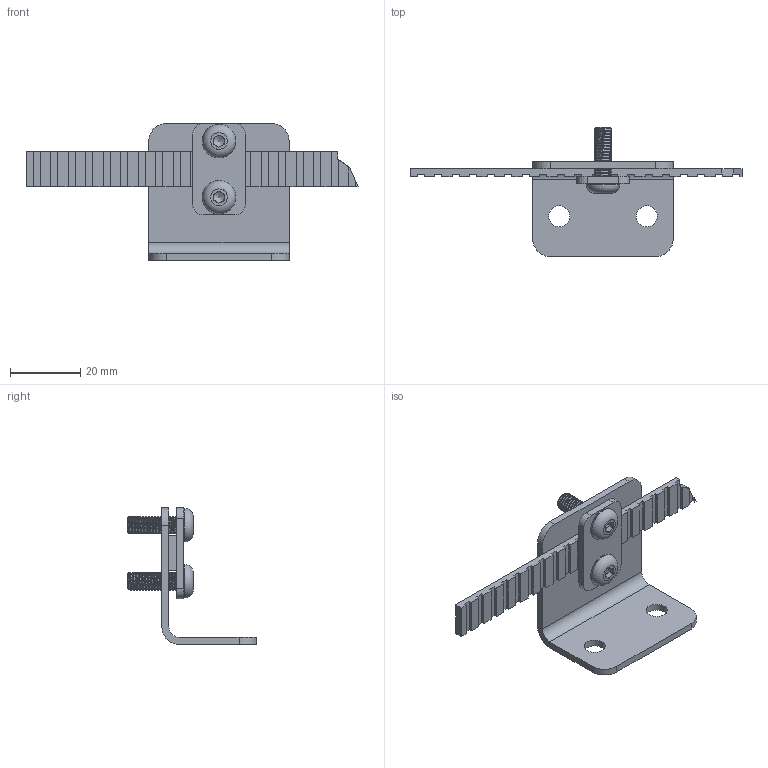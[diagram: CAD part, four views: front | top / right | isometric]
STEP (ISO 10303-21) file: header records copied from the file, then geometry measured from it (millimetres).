
FILE_DESCRIPTION(/* description */ (''),/* implementation_level */ '2;1');
FILE_NAME(/* name */ '10191.stp',/* time_stamp */ '2019-08-14T13:43:56+02:00',/* author */ ('DIDIERR'),/* organization */ (''),/* preprocessor_version */ 'ST-DEVELOPER v17.2',/* originating_system */ 'Autodesk Inventor 2019',/* authorisation */ '');
FILE_SCHEMA (('AUTOMOTIVE_DESIGN { 1 0 10303 214 3 1 1 }'));
Length unit declared in the file: millimetre
Products named in the file (5): 10169-A montage b; Attache courroie crantée p1; 10172; 20627; vis tete ronde M5x16
Assembly tree (7 placements, depth 2):
  10169-A montage b
    Attache courroie crantée p1
    10172
    vis tete ronde M5x16  x4
    20627
Bounding box: 94.62 x 36.8 x 39 mm (x, y, z)
Volume: 8796.6 mm3; surface area: 11186.4 mm2
Topology: 7 solids, 7 shells, 254 faces, 718 edges, 482 vertices
Faces by surface type: plane 138, cylinder 96, bspline 8, cone 8, torus 4
Full cylindrical faces by diameter (mm): 4.134 x2, 5 x68, 6 x4, 9.5 x4
Entity records: 6987 total; most frequent: CARTESIAN_POINT 2903, ORIENTED_EDGE 852, DIRECTION 745, EDGE_CURVE 426, LINE 327, VECTOR 327, VERTEX_POINT 287, AXIS2_PLACEMENT_3D 209
